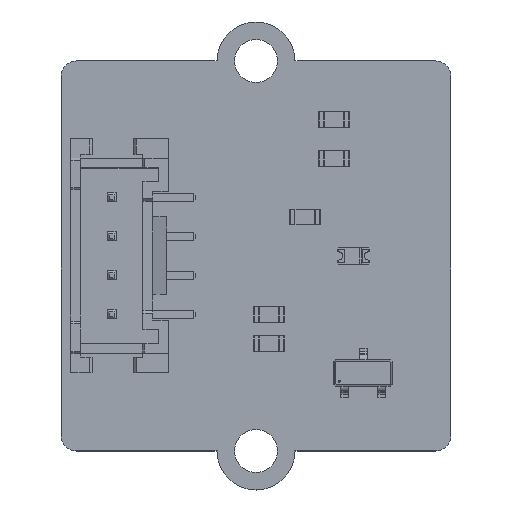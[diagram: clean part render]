
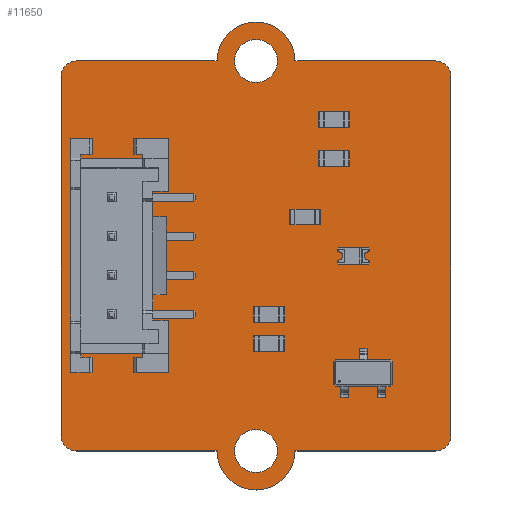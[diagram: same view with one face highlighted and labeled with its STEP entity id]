
A CAD part, top view. The second image highlights one B-rep face of the part: STEP entity #11650.
In plain terms, the highlighted planar face has unit normal (0, 0, 1).
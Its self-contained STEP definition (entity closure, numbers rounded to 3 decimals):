
#11445 = VERTEX_POINT('',#11446);
#11446 = CARTESIAN_POINT('',(8.,0.,1.51));
#11452 = EDGE_CURVE('',#11445,#11453,#11455,.T.);
#11453 = VERTEX_POINT('',#11454);
#11454 = CARTESIAN_POINT('',(12.,0.,1.51));
#11455 = CIRCLE('',#11456,2.);
#11456 = AXIS2_PLACEMENT_3D('',#11457,#11458,#11459);
#11457 = CARTESIAN_POINT('',(10.,0.,1.51));
#11458 = DIRECTION('',(0.,0.,-1.));
#11459 = DIRECTION('',(-1.,0.,-0.));
#11487 = VERTEX_POINT('',#11488);
#11488 = CARTESIAN_POINT('',(0.8,0.,1.51));
#11494 = EDGE_CURVE('',#11487,#11445,#11495,.T.);
#11495 = LINE('',#11496,#11497);
#11496 = CARTESIAN_POINT('',(0.8,0.,1.51));
#11497 = VECTOR('',#11498,1.);
#11498 = DIRECTION('',(1.,0.,0.));
#11516 = EDGE_CURVE('',#11453,#11517,#11519,.T.);
#11517 = VERTEX_POINT('',#11518);
#11518 = CARTESIAN_POINT('',(19.2,0.,1.51));
#11519 = LINE('',#11520,#11521);
#11520 = CARTESIAN_POINT('',(12.,0.,1.51));
#11521 = VECTOR('',#11522,1.);
#11522 = DIRECTION('',(1.,0.,0.));
#11650 = ADVANCED_FACE('',(#11651,#11731,#11742),#11753,.T.);
#11651 = FACE_BOUND('',#11652,.T.);
#11652 = EDGE_LOOP('',(#11653,#11654,#11655,#11664,#11672,#11681,#11689,
    #11698,#11706,#11715,#11723,#11730));
#11653 = ORIENTED_EDGE('',*,*,#11452,.F.);
#11654 = ORIENTED_EDGE('',*,*,#11494,.F.);
#11655 = ORIENTED_EDGE('',*,*,#11656,.F.);
#11656 = EDGE_CURVE('',#11657,#11487,#11659,.T.);
#11657 = VERTEX_POINT('',#11658);
#11658 = CARTESIAN_POINT('',(0.,-0.8,1.51));
#11659 = CIRCLE('',#11660,0.8);
#11660 = AXIS2_PLACEMENT_3D('',#11661,#11662,#11663);
#11661 = CARTESIAN_POINT('',(0.8,-0.8,1.51));
#11662 = DIRECTION('',(0.,0.,-1.));
#11663 = DIRECTION('',(-1.,0.,0.));
#11664 = ORIENTED_EDGE('',*,*,#11665,.F.);
#11665 = EDGE_CURVE('',#11666,#11657,#11668,.T.);
#11666 = VERTEX_POINT('',#11667);
#11667 = CARTESIAN_POINT('',(0.,-19.2,1.51));
#11668 = LINE('',#11669,#11670);
#11669 = CARTESIAN_POINT('',(0.,-19.2,1.51));
#11670 = VECTOR('',#11671,1.);
#11671 = DIRECTION('',(0.,1.,0.));
#11672 = ORIENTED_EDGE('',*,*,#11673,.F.);
#11673 = EDGE_CURVE('',#11674,#11666,#11676,.T.);
#11674 = VERTEX_POINT('',#11675);
#11675 = CARTESIAN_POINT('',(0.8,-20.,1.51));
#11676 = CIRCLE('',#11677,0.8);
#11677 = AXIS2_PLACEMENT_3D('',#11678,#11679,#11680);
#11678 = CARTESIAN_POINT('',(0.8,-19.2,1.51));
#11679 = DIRECTION('',(0.,0.,-1.));
#11680 = DIRECTION('',(0.,-1.,-0.));
#11681 = ORIENTED_EDGE('',*,*,#11682,.F.);
#11682 = EDGE_CURVE('',#11683,#11674,#11685,.T.);
#11683 = VERTEX_POINT('',#11684);
#11684 = CARTESIAN_POINT('',(8.,-20.,1.51));
#11685 = LINE('',#11686,#11687);
#11686 = CARTESIAN_POINT('',(8.,-20.,1.51));
#11687 = VECTOR('',#11688,1.);
#11688 = DIRECTION('',(-1.,0.,0.));
#11689 = ORIENTED_EDGE('',*,*,#11690,.F.);
#11690 = EDGE_CURVE('',#11691,#11683,#11693,.T.);
#11691 = VERTEX_POINT('',#11692);
#11692 = CARTESIAN_POINT('',(12.,-20.,1.51));
#11693 = CIRCLE('',#11694,2.);
#11694 = AXIS2_PLACEMENT_3D('',#11695,#11696,#11697);
#11695 = CARTESIAN_POINT('',(10.,-20.,1.51));
#11696 = DIRECTION('',(0.,0.,-1.));
#11697 = DIRECTION('',(1.,0.,0.));
#11698 = ORIENTED_EDGE('',*,*,#11699,.F.);
#11699 = EDGE_CURVE('',#11700,#11691,#11702,.T.);
#11700 = VERTEX_POINT('',#11701);
#11701 = CARTESIAN_POINT('',(19.2,-20.,1.51));
#11702 = LINE('',#11703,#11704);
#11703 = CARTESIAN_POINT('',(19.2,-20.,1.51));
#11704 = VECTOR('',#11705,1.);
#11705 = DIRECTION('',(-1.,0.,0.));
#11706 = ORIENTED_EDGE('',*,*,#11707,.F.);
#11707 = EDGE_CURVE('',#11708,#11700,#11710,.T.);
#11708 = VERTEX_POINT('',#11709);
#11709 = CARTESIAN_POINT('',(20.,-19.2,1.51));
#11710 = CIRCLE('',#11711,0.8);
#11711 = AXIS2_PLACEMENT_3D('',#11712,#11713,#11714);
#11712 = CARTESIAN_POINT('',(19.2,-19.2,1.51));
#11713 = DIRECTION('',(0.,0.,-1.));
#11714 = DIRECTION('',(1.,0.,0.));
#11715 = ORIENTED_EDGE('',*,*,#11716,.F.);
#11716 = EDGE_CURVE('',#11717,#11708,#11719,.T.);
#11717 = VERTEX_POINT('',#11718);
#11718 = CARTESIAN_POINT('',(20.,-0.8,1.51));
#11719 = LINE('',#11720,#11721);
#11720 = CARTESIAN_POINT('',(20.,-0.8,1.51));
#11721 = VECTOR('',#11722,1.);
#11722 = DIRECTION('',(0.,-1.,0.));
#11723 = ORIENTED_EDGE('',*,*,#11724,.F.);
#11724 = EDGE_CURVE('',#11517,#11717,#11725,.T.);
#11725 = CIRCLE('',#11726,0.8);
#11726 = AXIS2_PLACEMENT_3D('',#11727,#11728,#11729);
#11727 = CARTESIAN_POINT('',(19.2,-0.8,1.51));
#11728 = DIRECTION('',(0.,0.,-1.));
#11729 = DIRECTION('',(0.,1.,0.));
#11730 = ORIENTED_EDGE('',*,*,#11516,.F.);
#11731 = FACE_BOUND('',#11732,.T.);
#11732 = EDGE_LOOP('',(#11733));
#11733 = ORIENTED_EDGE('',*,*,#11734,.T.);
#11734 = EDGE_CURVE('',#11735,#11735,#11737,.T.);
#11735 = VERTEX_POINT('',#11736);
#11736 = CARTESIAN_POINT('',(10.,-21.1,1.51));
#11737 = CIRCLE('',#11738,1.1);
#11738 = AXIS2_PLACEMENT_3D('',#11739,#11740,#11741);
#11739 = CARTESIAN_POINT('',(10.,-20.,1.51));
#11740 = DIRECTION('',(-0.,0.,-1.));
#11741 = DIRECTION('',(-0.,-1.,0.));
#11742 = FACE_BOUND('',#11743,.T.);
#11743 = EDGE_LOOP('',(#11744));
#11744 = ORIENTED_EDGE('',*,*,#11745,.T.);
#11745 = EDGE_CURVE('',#11746,#11746,#11748,.T.);
#11746 = VERTEX_POINT('',#11747);
#11747 = CARTESIAN_POINT('',(10.,-1.1,1.51));
#11748 = CIRCLE('',#11749,1.1);
#11749 = AXIS2_PLACEMENT_3D('',#11750,#11751,#11752);
#11750 = CARTESIAN_POINT('',(10.,0.,1.51));
#11751 = DIRECTION('',(-0.,0.,-1.));
#11752 = DIRECTION('',(-0.,-1.,0.));
#11753 = PLANE('',#11754);
#11754 = AXIS2_PLACEMENT_3D('',#11755,#11756,#11757);
#11755 = CARTESIAN_POINT('',(0.,0.,1.51));
#11756 = DIRECTION('',(0.,0.,1.));
#11757 = DIRECTION('',(1.,0.,-0.));
